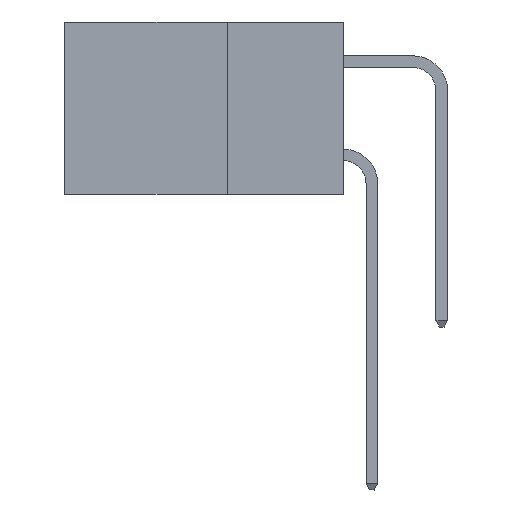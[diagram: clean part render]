
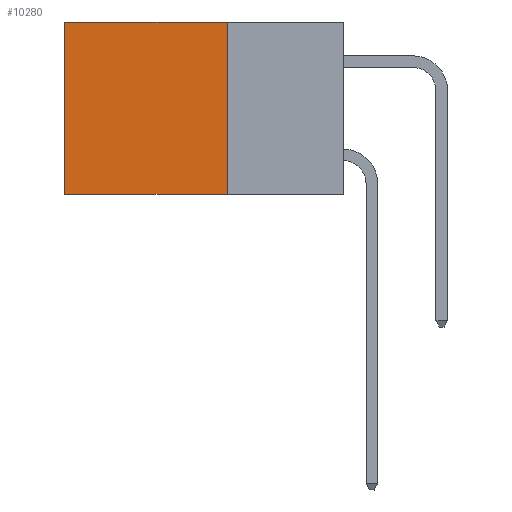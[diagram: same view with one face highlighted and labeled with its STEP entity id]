
A CAD part, left-side view. The second image highlights one B-rep face of the part: STEP entity #10280.
In plain terms, the highlighted planar face has unit normal (-1, 0, 0).
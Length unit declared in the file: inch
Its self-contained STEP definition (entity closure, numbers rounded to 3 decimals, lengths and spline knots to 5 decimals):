
#229 = EDGE_LOOP ( 'NONE', ( #10221, #17631, #24610, #15329 ) ) ;
#1667 = CARTESIAN_POINT ( 'NONE',  ( 0.2615, 0.25, -0.37 ) ) ;
#1799 = PLANE ( 'NONE',  #23278 ) ;
#3012 = VECTOR ( 'NONE', #3324, 39.37008 ) ;
#3324 = DIRECTION ( 'NONE',  ( 0., 1., 0. ) ) ;
#4593 = VERTEX_POINT ( 'NONE', #19139 ) ;
#6029 = DIRECTION ( 'NONE',  ( 1., 0., 0. ) ) ;
#7725 = CARTESIAN_POINT ( 'NONE',  ( 0.2615, 0.6, -0.37 ) ) ;
#8135 = DIRECTION ( 'NONE',  ( 0., 0., -1. ) ) ;
#8740 = VERTEX_POINT ( 'NONE', #7725 ) ;
#8816 = VERTEX_POINT ( 'NONE', #23195 ) ;
#10221 = ORIENTED_EDGE ( 'NONE', *, *, #12051, .T. ) ;
#10280 = ADVANCED_FACE ( 'NONE', ( #27581 ), #1799, .F. ) ;
#11512 = EDGE_CURVE ( 'NONE', #8816, #11595, #14474, .T. ) ;
#11595 = VERTEX_POINT ( 'NONE', #14617 ) ;
#11773 = VECTOR ( 'NONE', #15814, 39.37008 ) ;
#12051 = EDGE_CURVE ( 'NONE', #4593, #8740, #26245, .T. ) ;
#13556 = CARTESIAN_POINT ( 'NONE',  ( 0.2615, 0.6, -0.37 ) ) ;
#13743 = LINE ( 'NONE', #15851, #3012 ) ;
#14442 = LINE ( 'NONE', #24878, #17873 ) ;
#14474 = LINE ( 'NONE', #1667, #23887 ) ;
#14617 = CARTESIAN_POINT ( 'NONE',  ( 0.2615, 0.25, -0.37 ) ) ;
#15329 = ORIENTED_EDGE ( 'NONE', *, *, #20717, .T. ) ;
#15814 = DIRECTION ( 'NONE',  ( 0., 0., -1. ) ) ;
#15851 = CARTESIAN_POINT ( 'NONE',  ( 0.2615, 0.25, 0. ) ) ;
#16137 = DIRECTION ( 'NONE',  ( 0., 1., 0. ) ) ;
#17631 = ORIENTED_EDGE ( 'NONE', *, *, #23294, .F. ) ;
#17873 = VECTOR ( 'NONE', #16137, 39.37008 ) ;
#19139 = CARTESIAN_POINT ( 'NONE',  ( 0.2615, 0.6, 0. ) ) ;
#20717 = EDGE_CURVE ( 'NONE', #8816, #4593, #13743, .T. ) ;
#20947 = CARTESIAN_POINT ( 'NONE',  ( 0.2615, 0.25, -0.37 ) ) ;
#23195 = CARTESIAN_POINT ( 'NONE',  ( 0.2615, 0.25, 0. ) ) ;
#23278 = AXIS2_PLACEMENT_3D ( 'NONE', #20947, #6029, #8135 ) ;
#23294 = EDGE_CURVE ( 'NONE', #11595, #8740, #14442, .T. ) ;
#23887 = VECTOR ( 'NONE', #27732, 39.37008 ) ;
#24610 = ORIENTED_EDGE ( 'NONE', *, *, #11512, .F. ) ;
#24878 = CARTESIAN_POINT ( 'NONE',  ( 0.2615, 0.25, -0.37 ) ) ;
#26245 = LINE ( 'NONE', #13556, #11773 ) ;
#27581 = FACE_OUTER_BOUND ( 'NONE', #229, .T. ) ;
#27732 = DIRECTION ( 'NONE',  ( 0., 0., -1. ) ) ;
